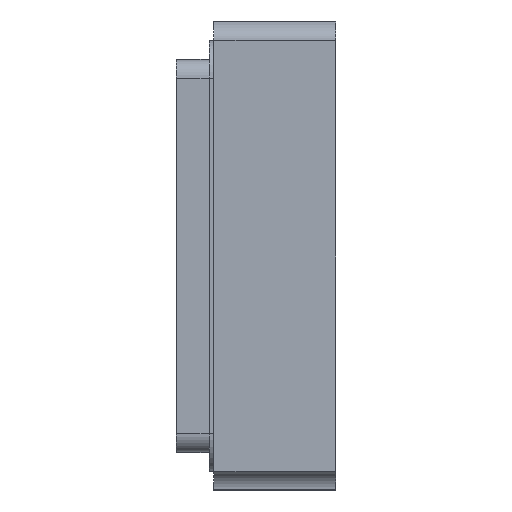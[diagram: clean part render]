
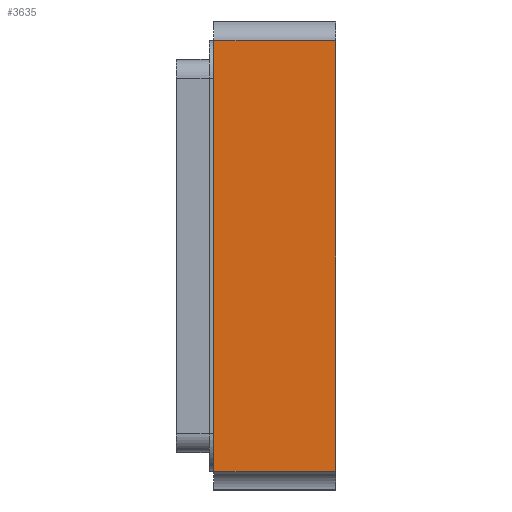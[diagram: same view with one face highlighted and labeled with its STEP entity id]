
A CAD part, left-side view. The second image highlights one B-rep face of the part: STEP entity #3635.
In plain terms, the highlighted planar face has unit normal (-1, 0, 0).
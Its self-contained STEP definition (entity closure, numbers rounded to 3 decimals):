
#7 = EDGE_LOOP ( 'NONE', ( #2656, #3045, #1523, #397 ) ) ;
#63 = DIRECTION ( 'NONE',  ( 0., -1., 0. ) ) ;
#92 = VECTOR ( 'NONE', #587, 1000. ) ;
#123 = FACE_OUTER_BOUND ( 'NONE', #7, .T. ) ;
#327 = CARTESIAN_POINT ( 'NONE',  ( -3.5, 1.3, -2.3 ) ) ;
#397 = ORIENTED_EDGE ( 'NONE', *, *, #1340, .T. ) ;
#519 = CARTESIAN_POINT ( 'NONE',  ( -3.5, 0., -2.3 ) ) ;
#587 = DIRECTION ( 'NONE',  ( 0., 0., 1. ) ) ;
#927 = LINE ( 'NONE', #2152, #92 ) ;
#970 = VECTOR ( 'NONE', #2728, 1000. ) ;
#1074 = DIRECTION ( 'NONE',  ( 0., 1., 0. ) ) ;
#1090 = CARTESIAN_POINT ( 'NONE',  ( -3.5, 1.3, 2.5 ) ) ;
#1261 = AXIS2_PLACEMENT_3D ( 'NONE', #1090, #2879, #2558 ) ;
#1340 = EDGE_CURVE ( 'NONE', #3971, #3707, #3438, .T. ) ;
#1506 = LINE ( 'NONE', #2767, #970 ) ;
#1523 = ORIENTED_EDGE ( 'NONE', *, *, #2094, .F. ) ;
#1565 = CARTESIAN_POINT ( 'NONE',  ( -3.5, 1.3, 2.3 ) ) ;
#1614 = CARTESIAN_POINT ( 'NONE',  ( -3.5, 0., 2.3 ) ) ;
#1661 = LINE ( 'NONE', #2899, #2211 ) ;
#2094 = EDGE_CURVE ( 'NONE', #3971, #3093, #1506, .T. ) ;
#2152 = CARTESIAN_POINT ( 'NONE',  ( -3.5, 0., 2.5 ) ) ;
#2211 = VECTOR ( 'NONE', #1074, 1000. ) ;
#2554 = EDGE_CURVE ( 'NONE', #3945, #3093, #1661, .T. ) ;
#2558 = DIRECTION ( 'NONE',  ( 0., 0., -1. ) ) ;
#2656 = ORIENTED_EDGE ( 'NONE', *, *, #2688, .T. ) ;
#2688 = EDGE_CURVE ( 'NONE', #3707, #3945, #927, .T. ) ;
#2728 = DIRECTION ( 'NONE',  ( 0., 0., 1. ) ) ;
#2767 = CARTESIAN_POINT ( 'NONE',  ( -3.5, 1.3, 2.5 ) ) ;
#2879 = DIRECTION ( 'NONE',  ( 1., 0., 0. ) ) ;
#2899 = CARTESIAN_POINT ( 'NONE',  ( -3.5, 1.3, 2.3 ) ) ;
#3002 = VECTOR ( 'NONE', #63, 1000. ) ;
#3045 = ORIENTED_EDGE ( 'NONE', *, *, #2554, .T. ) ;
#3093 = VERTEX_POINT ( 'NONE', #1565 ) ;
#3223 = CARTESIAN_POINT ( 'NONE',  ( -3.5, 1.3, -2.3 ) ) ;
#3231 = PLANE ( 'NONE',  #1261 ) ;
#3438 = LINE ( 'NONE', #327, #3002 ) ;
#3635 = ADVANCED_FACE ( 'NONE', ( #123 ), #3231, .F. ) ;
#3707 = VERTEX_POINT ( 'NONE', #519 ) ;
#3945 = VERTEX_POINT ( 'NONE', #1614 ) ;
#3971 = VERTEX_POINT ( 'NONE', #3223 ) ;
